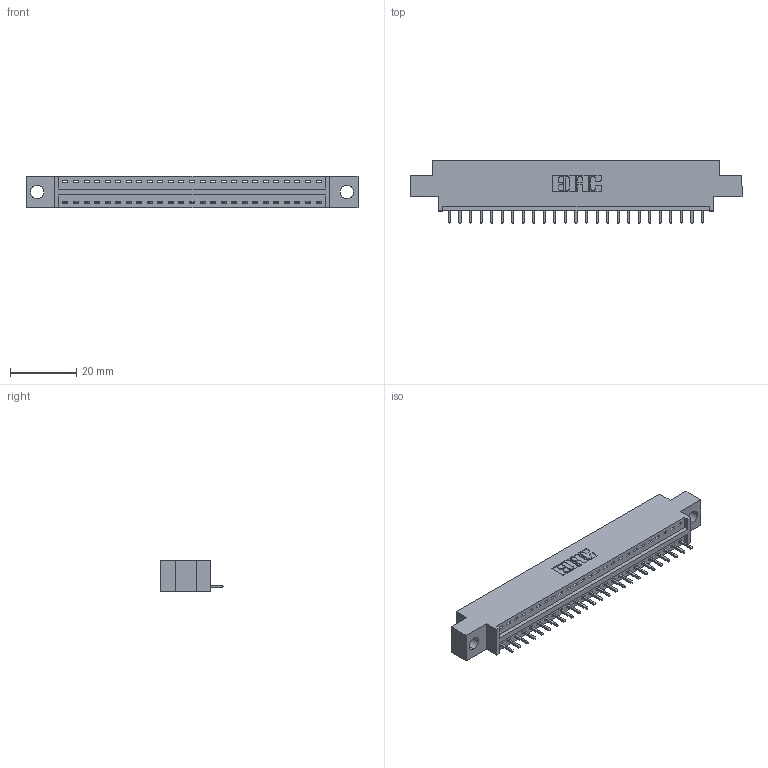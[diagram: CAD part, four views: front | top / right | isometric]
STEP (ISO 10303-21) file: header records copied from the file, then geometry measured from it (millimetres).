
FILE_DESCRIPTION (( 'STEP AP203' ), '1' );
FILE_NAME ('346-025-521-604.STEP', '2022-05-06T00:24:39', ( '' ), ( '' ), 'SwSTEP 2.0', 'SolidWorks 2020', '' );
FILE_SCHEMA (( 'CONFIG_CONTROL_DESIGN' ));
Length unit declared in the file: inch
Products named in the file (3): 345-292-001_345-293-121; 346-025-521-604; 346 Part_0.170 Offset - 0.156 Dia-TH
Assembly tree (26 placements, depth 2):
  346-025-521-604
    346 Part_0.170 Offset - 0.156 Dia-TH
    345-292-001_345-293-121  x25
Bounding box: 99.95 x 19.05 x 9.4 mm (x, y, z)
Volume: 9118.5 mm3; surface area: 10928.2 mm2
Topology: 26 solids, 26 shells, 1590 faces, 4777 edges, 3150 vertices
Faces by surface type: plane 1094, cylinder 496
Entity records: 18373 total; most frequent: CARTESIAN_POINT 3165, ORIENTED_EDGE 3122, DIRECTION 2811, EDGE_CURVE 1561, LINE 1329, VECTOR 1329, VERTEX_POINT 1038, AXIS2_PLACEMENT_3D 741
